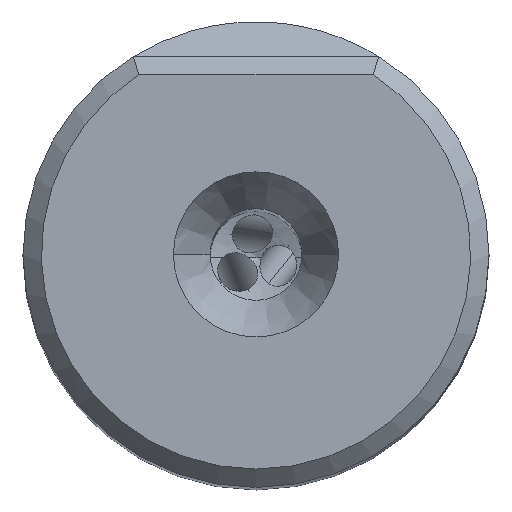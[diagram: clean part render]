
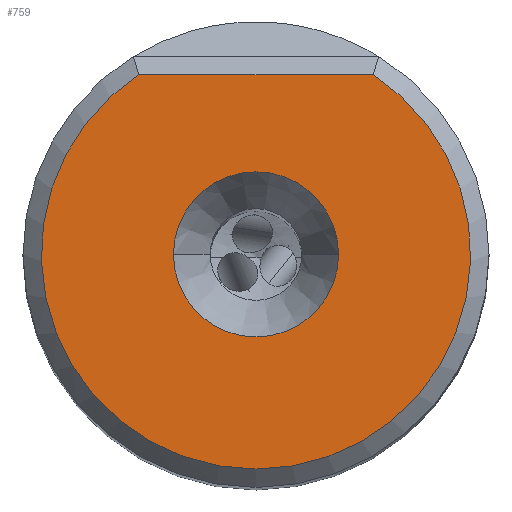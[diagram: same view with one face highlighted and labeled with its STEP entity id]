
A CAD part, top view. The second image highlights one B-rep face of the part: STEP entity #759.
In plain terms, the highlighted planar face has unit normal (0, 0, 1).
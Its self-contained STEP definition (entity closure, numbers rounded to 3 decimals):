
#70=FACE_BOUND('',#1347,.T.);
#71=FACE_BOUND('',#1348,.T.);
#497=PLANE('',#5748);
#759=ADVANCED_FACE('',(#70,#71),#497,.T.);
#1347=EDGE_LOOP('',(#2375,#2376));
#1348=EDGE_LOOP('',(#2377,#2378));
#1651=CIRCLE('',#5737,11.7);
#1652=CIRCLE('',#5746,4.5);
#1653=CIRCLE('',#5747,4.5);
#2375=ORIENTED_EDGE('',*,*,#4461,.T.);
#2376=ORIENTED_EDGE('',*,*,#4462,.T.);
#2377=ORIENTED_EDGE('',*,*,#4448,.T.);
#2378=ORIENTED_EDGE('',*,*,#4460,.F.);
#3772=VERTEX_POINT('',#8966);
#3775=VERTEX_POINT('',#8977);
#3782=VERTEX_POINT('',#9037);
#3783=VERTEX_POINT('',#9038);
#4448=EDGE_CURVE('',#3772,#3775,#1651,.T.);
#4460=EDGE_CURVE('',#3772,#3775,#5010,.T.);
#4461=EDGE_CURVE('',#3782,#3783,#1652,.T.);
#4462=EDGE_CURVE('',#3783,#3782,#1653,.T.);
#5010=LINE('',#9034,#5228);
#5228=VECTOR('',#6656,1.);
#5737=AXIS2_PLACEMENT_3D('',#8978,#6632,#6633);
#5746=AXIS2_PLACEMENT_3D('',#9036,#6659,#6660);
#5747=AXIS2_PLACEMENT_3D('',#9039,#6661,#6662);
#5748=AXIS2_PLACEMENT_3D('',#9040,#6663,#6664);
#6632=DIRECTION('',(0.,0.,1.));
#6633=DIRECTION('',(-0.546,0.838,0.));
#6656=DIRECTION('',(1.,0.,0.));
#6659=DIRECTION('',(0.,0.,-1.));
#6660=DIRECTION('',(-1.,0.,0.));
#6661=DIRECTION('',(0.,0.,-1.));
#6662=DIRECTION('',(1.,0.,0.));
#6663=DIRECTION('',(0.,0.,1.));
#6664=DIRECTION('',(1.,0.,0.));
#8966=CARTESIAN_POINT('',(-6.391,9.8,43.656));
#8977=CARTESIAN_POINT('',(6.391,9.8,43.656));
#8978=CARTESIAN_POINT('',(0.,0.,43.656));
#9034=CARTESIAN_POINT('',(-6.391,9.8,43.656));
#9036=CARTESIAN_POINT('',(0.,0.,43.656));
#9037=CARTESIAN_POINT('',(-4.5,0.,43.656));
#9038=CARTESIAN_POINT('',(4.5,0.,43.656));
#9039=CARTESIAN_POINT('',(0.,0.,43.656));
#9040=CARTESIAN_POINT('',(0.,-1.05,43.656));
